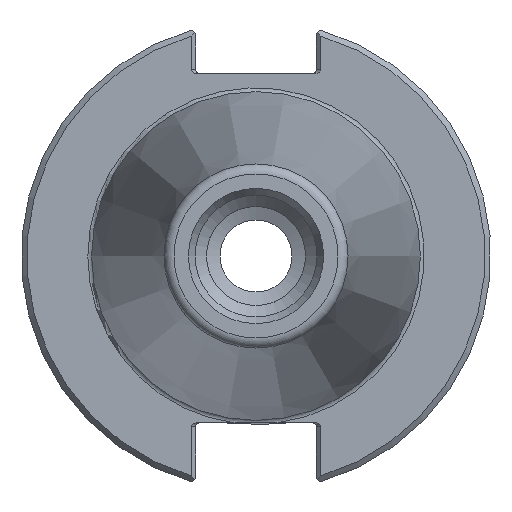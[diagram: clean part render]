
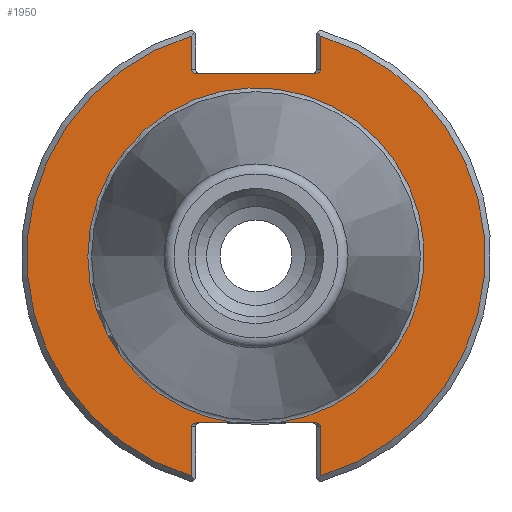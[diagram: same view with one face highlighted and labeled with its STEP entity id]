
A CAD part, left-side view. The second image highlights one B-rep face of the part: STEP entity #1950.
In plain terms, the highlighted planar face has unit normal (-1, 0, 0).
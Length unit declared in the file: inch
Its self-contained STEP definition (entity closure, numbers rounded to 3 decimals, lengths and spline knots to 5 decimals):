
#44=ELLIPSE('',#2191,0.02828,0.02);
#45=ELLIPSE('',#2193,0.02828,0.02);
#46=ELLIPSE('',#2194,0.02828,0.02);
#47=ELLIPSE('',#2196,0.02828,0.02);
#70=LINE('',#3156,#170);
#76=LINE('',#3184,#176);
#77=LINE('',#3188,#177);
#78=LINE('',#3192,#178);
#79=LINE('',#3197,#179);
#80=LINE('',#3201,#180);
#81=LINE('',#3204,#181);
#170=VECTOR('',#2516,0.3937);
#176=VECTOR('',#2530,0.3937);
#177=VECTOR('',#2533,0.3937);
#178=VECTOR('',#2536,0.3937);
#179=VECTOR('',#2541,0.3937);
#180=VECTOR('',#2544,0.3937);
#181=VECTOR('',#2547,0.3937);
#279=PLANE('',#2190);
#452=FACE_OUTER_BOUND('',#603,.T.);
#603=EDGE_LOOP('',(#1371,#1372,#1373,#1374,#1375,#1376,#1377,#1378,#1379,
#1380,#1381,#1382,#1383,#1384));
#777=CIRCLE('',#2188,0.895);
#779=CIRCLE('',#2192,1.22);
#780=CIRCLE('',#2195,1.22);
#902=VERTEX_POINT('',#3152);
#904=VERTEX_POINT('',#3155);
#908=VERTEX_POINT('',#3166);
#909=VERTEX_POINT('',#3167);
#911=VERTEX_POINT('',#3183);
#912=VERTEX_POINT('',#3185);
#913=VERTEX_POINT('',#3187);
#914=VERTEX_POINT('',#3189);
#915=VERTEX_POINT('',#3191);
#916=VERTEX_POINT('',#3194);
#917=VERTEX_POINT('',#3196);
#918=VERTEX_POINT('',#3198);
#919=VERTEX_POINT('',#3200);
#920=VERTEX_POINT('',#3202);
#1090=EDGE_CURVE('',#902,#904,#70,.T.);
#1097=EDGE_CURVE('',#908,#909,#777,.T.);
#1099=EDGE_CURVE('',#911,#908,#76,.T.);
#1100=EDGE_CURVE('',#912,#911,#44,.T.);
#1101=EDGE_CURVE('',#913,#912,#77,.T.);
#1102=EDGE_CURVE('',#914,#913,#779,.T.);
#1103=EDGE_CURVE('',#915,#914,#78,.T.);
#1104=EDGE_CURVE('',#904,#915,#45,.T.);
#1105=EDGE_CURVE('',#916,#902,#46,.T.);
#1106=EDGE_CURVE('',#917,#916,#79,.T.);
#1107=EDGE_CURVE('',#918,#917,#780,.T.);
#1108=EDGE_CURVE('',#919,#918,#80,.T.);
#1109=EDGE_CURVE('',#920,#919,#47,.T.);
#1110=EDGE_CURVE('',#909,#920,#81,.T.);
#1371=ORIENTED_EDGE('',*,*,#1097,.F.);
#1372=ORIENTED_EDGE('',*,*,#1099,.F.);
#1373=ORIENTED_EDGE('',*,*,#1100,.F.);
#1374=ORIENTED_EDGE('',*,*,#1101,.F.);
#1375=ORIENTED_EDGE('',*,*,#1102,.F.);
#1376=ORIENTED_EDGE('',*,*,#1103,.F.);
#1377=ORIENTED_EDGE('',*,*,#1104,.F.);
#1378=ORIENTED_EDGE('',*,*,#1090,.F.);
#1379=ORIENTED_EDGE('',*,*,#1105,.F.);
#1380=ORIENTED_EDGE('',*,*,#1106,.F.);
#1381=ORIENTED_EDGE('',*,*,#1107,.F.);
#1382=ORIENTED_EDGE('',*,*,#1108,.F.);
#1383=ORIENTED_EDGE('',*,*,#1109,.F.);
#1384=ORIENTED_EDGE('',*,*,#1110,.F.);
#1950=ADVANCED_FACE('',(#452),#279,.T.);
#2188=AXIS2_PLACEMENT_3D('',#3179,#2524,#2525);
#2190=AXIS2_PLACEMENT_3D('',#3182,#2528,#2529);
#2191=AXIS2_PLACEMENT_3D('',#3186,#2531,#2532);
#2192=AXIS2_PLACEMENT_3D('',#3190,#2534,#2535);
#2193=AXIS2_PLACEMENT_3D('',#3193,#2537,#2538);
#2194=AXIS2_PLACEMENT_3D('',#3195,#2539,#2540);
#2195=AXIS2_PLACEMENT_3D('',#3199,#2542,#2543);
#2196=AXIS2_PLACEMENT_3D('',#3203,#2545,#2546);
#2516=DIRECTION('',(0.,-1.,0.));
#2524=DIRECTION('center_axis',(-1.,0.,0.));
#2525=DIRECTION('ref_axis',(0.,-1.,0.));
#2528=DIRECTION('center_axis',(-1.,0.,0.));
#2529=DIRECTION('ref_axis',(0.,0.,1.));
#2530=DIRECTION('',(0.,1.,0.));
#2531=DIRECTION('center_axis',(-1.,0.,0.));
#2532=DIRECTION('ref_axis',(0.,-1.,0.));
#2533=DIRECTION('',(0.,0.,1.));
#2534=DIRECTION('center_axis',(1.,0.,0.));
#2535=DIRECTION('ref_axis',(0.,-1.,0.));
#2536=DIRECTION('',(0.,0.,1.));
#2537=DIRECTION('center_axis',(-1.,0.,0.));
#2538=DIRECTION('ref_axis',(0.,-1.,0.));
#2539=DIRECTION('center_axis',(-1.,0.,0.));
#2540=DIRECTION('ref_axis',(0.,1.,0.));
#2541=DIRECTION('',(0.,0.,-1.));
#2542=DIRECTION('center_axis',(1.,0.,0.));
#2543=DIRECTION('ref_axis',(0.,1.,0.));
#2544=DIRECTION('',(0.,0.,-1.));
#2545=DIRECTION('center_axis',(-1.,0.,0.));
#2546=DIRECTION('ref_axis',(0.,1.,0.));
#2547=DIRECTION('',(0.,1.,0.));
#3152=CARTESIAN_POINT('',(0.125,0.31672,0.972));
#3155=CARTESIAN_POINT('',(0.125,-0.31672,0.972));
#3156=CARTESIAN_POINT('',(0.125,0.53125,0.972));
#3166=CARTESIAN_POINT('',(0.125,-0.11172,-0.888));
#3167=CARTESIAN_POINT('',(0.125,0.11172,-0.888));
#3179=CARTESIAN_POINT('Origin',(0.125,0.,0.));
#3182=CARTESIAN_POINT('Origin',(0.125,1.0625,0.));
#3183=CARTESIAN_POINT('',(0.125,-0.31672,-0.888));
#3184=CARTESIAN_POINT('',(0.125,0.53125,-0.888));
#3185=CARTESIAN_POINT('',(0.125,-0.345,-0.908));
#3186=CARTESIAN_POINT('Origin',(0.125,-0.31672,-0.908));
#3187=CARTESIAN_POINT('',(0.125,-0.345,-1.1702));
#3188=CARTESIAN_POINT('',(0.125,-0.345,-0.444));
#3189=CARTESIAN_POINT('',(0.125,-0.345,1.1702));
#3190=CARTESIAN_POINT('Origin',(0.125,0.,0.));
#3191=CARTESIAN_POINT('',(0.125,-0.345,0.992));
#3192=CARTESIAN_POINT('',(0.125,-0.345,0.486));
#3193=CARTESIAN_POINT('Origin',(0.125,-0.31672,0.992));
#3194=CARTESIAN_POINT('',(0.125,0.345,0.992));
#3195=CARTESIAN_POINT('Origin',(0.125,0.31672,0.992));
#3196=CARTESIAN_POINT('',(0.125,0.345,1.1702));
#3197=CARTESIAN_POINT('',(0.125,0.345,0.486));
#3198=CARTESIAN_POINT('',(0.125,0.345,-1.1702));
#3199=CARTESIAN_POINT('Origin',(0.125,0.,0.));
#3200=CARTESIAN_POINT('',(0.125,0.345,-0.908));
#3201=CARTESIAN_POINT('',(0.125,0.345,-0.444));
#3202=CARTESIAN_POINT('',(0.125,0.31672,-0.888));
#3203=CARTESIAN_POINT('Origin',(0.125,0.31672,-0.908));
#3204=CARTESIAN_POINT('',(0.125,0.53125,-0.888));
